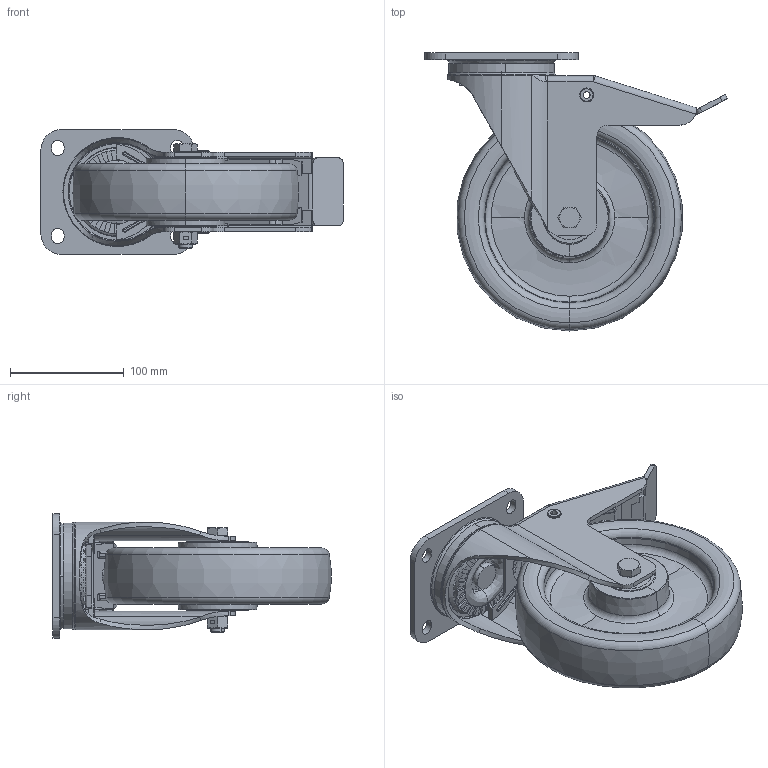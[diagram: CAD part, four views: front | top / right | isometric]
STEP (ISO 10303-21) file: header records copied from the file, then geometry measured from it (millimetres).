
FILE_DESCRIPTION (( 'STEP AP214' ), '1' );
FILE_NAME ('0033409_L-IM-PUZK-200-K-3-DSN-EC.STEP', '2016-11-22T13:50:54', ( '' ), ( '' ), 'SwSTEP 2.0', 'SolidWorks 2016', '' );
FILE_SCHEMA (( 'AUTOMOTIVE_DESIGN' ));
Length unit declared in the file: millimetre
Products named in the file (1): 0033409_L-IM-PUZK-200-K-3-DSN-EC
Bounding box: 266.25 x 244.82 x 110 mm (x, y, z)
Surface area: 254424.2 mm2 (no closed solid volume)
Topology: 0 solids, 35 shells, 574 faces, 2162 edges, 1586 vertices
Faces by surface type: plane 263, cylinder 140, bspline 97, cone 40, torus 34
Entity records: 37095 total; most frequent: CARTESIAN_POINT 13230, DIRECTION 3625, ORIENTED_EDGE 3270, EDGE_CURVE 2160, VERTEX_POINT 1586, AXIS2_PLACEMENT_3D 1222, LINE 1181, VECTOR 1181
